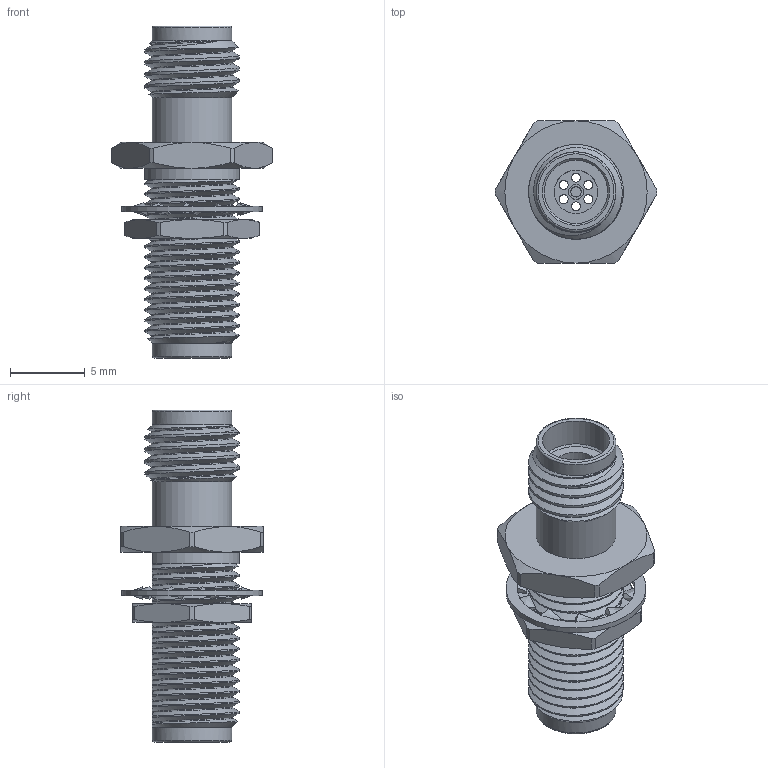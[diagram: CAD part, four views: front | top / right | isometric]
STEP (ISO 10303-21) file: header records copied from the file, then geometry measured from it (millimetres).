
FILE_DESCRIPTION (( 'STEP AP203' ), '1' );
FILE_NAME ('PE9647.step', '2019-12-03T15:12:26', ( '' ), ( '' ), 'SwSTEP 2.0', 'SolidWorks 2018', '' );
FILE_SCHEMA (( 'CONFIG_CONTROL_DESIGN' ));
Products named in the file (1): PE9647
Bounding box: 10.82 x 9.53 x 22.23 mm (x, y, z)
Volume: 540.8 mm3; surface area: 1219.9 mm2
Topology: 2 solids, 2 shells, 234 faces, 687 edges, 465 vertices
Faces by surface type: bspline 98, cylinder 58, plane 43, cone 33, torus 2
Full cylindrical faces by diameter (mm): 0.6 x6, 0.7 x2, 1 x2, 2.92 x2, 4.5 x2, 5.34 x3, 9.398 x1
Entity records: 33392 total; most frequent: CARTESIAN_POINT 28299, ORIENTED_EDGE 1300, DIRECTION 665, EDGE_CURVE 650, VERTEX_POINT 452, B_SPLINE_CURVE_WITH_KNOTS 330, EDGE_LOOP 286, AXIS2_PLACEMENT_3D 282
